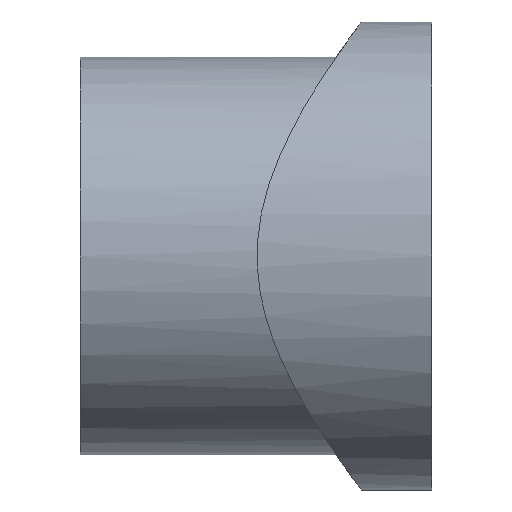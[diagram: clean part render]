
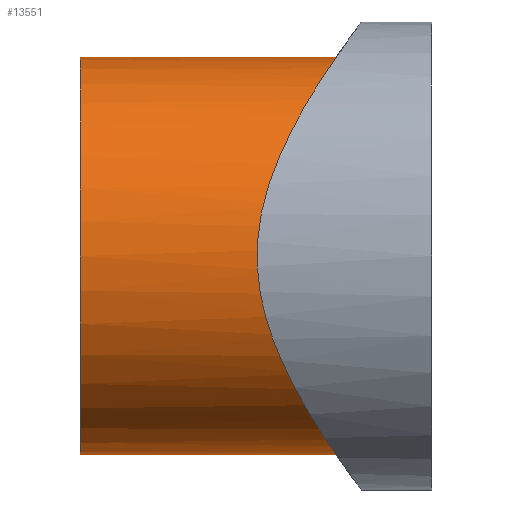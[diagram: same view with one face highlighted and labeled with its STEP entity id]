
A CAD part, left-side view. The second image highlights one B-rep face of the part: STEP entity #13551.
In plain terms, the highlighted cylindrical face has radius 8.5 mm (diameter 17 mm), a partial arc.
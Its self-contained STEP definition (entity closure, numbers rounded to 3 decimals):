
#7 = CARTESIAN_POINT ( 'NONE',  ( -8.5, 6.026, -0.28 ) ) ;
#55 = CARTESIAN_POINT ( 'NONE',  ( -7.613, 5.359, 3.821 ) ) ;
#102 = CARTESIAN_POINT ( 'NONE',  ( -6.901, 4.904, 4.97 ) ) ;
#194 = VERTEX_POINT ( 'NONE', #11381 ) ;
#238 = AXIS2_PLACEMENT_3D ( 'NONE', #13591, #4788, #3608 ) ;
#285 = CARTESIAN_POINT ( 'NONE',  ( -2.275, 3.182, -8.21 ) ) ;
#289 = DIRECTION ( 'NONE',  ( 0., -1., 0. ) ) ;
#331 = CARTESIAN_POINT ( 'NONE',  ( -0.289, 3., -8.5 ) ) ;
#1068 = EDGE_LOOP ( 'NONE', ( #4193, #3301, #7289, #3028 ) ) ;
#1105 = CARTESIAN_POINT ( 'NONE',  ( -1.139, 3.036, 8.443 ) ) ;
#1131 = CYLINDRICAL_SURFACE ( 'NONE', #5804, 8.5 ) ;
#1152 = CARTESIAN_POINT ( 'NONE',  ( -8.486, 6.015, -0.564 ) ) ;
#1540 = DIRECTION ( 'NONE',  ( 0., -1., 0. ) ) ;
#1982 = LINE ( 'NONE', #8455, #9795 ) ;
#2105 = CARTESIAN_POINT ( 'NONE',  ( -3.058, 3.349, 7.936 ) ) ;
#2154 = CARTESIAN_POINT ( 'NONE',  ( -2.256, 3.188, 8.2 ) ) ;
#2196 = CARTESIAN_POINT ( 'NONE',  ( -5.224, 4.046, 6.728 ) ) ;
#2338 = CARTESIAN_POINT ( 'NONE',  ( -1.152, 3.046, -8.426 ) ) ;
#3028 = ORIENTED_EDGE ( 'NONE', *, *, #7281, .F. ) ;
#3227 = CARTESIAN_POINT ( 'NONE',  ( -8.386, 5.934, -1.417 ) ) ;
#3272 = CARTESIAN_POINT ( 'NONE',  ( -8.215, 5.8, -2.254 ) ) ;
#3301 = ORIENTED_EDGE ( 'NONE', *, *, #8734, .T. ) ;
#3358 = CARTESIAN_POINT ( 'NONE',  ( -8.046, 5.669, 2.796 ) ) ;
#3608 = DIRECTION ( 'NONE',  ( 0., 0., -1. ) ) ;
#4193 = ORIENTED_EDGE ( 'NONE', *, *, #12354, .F. ) ;
#4348 = CARTESIAN_POINT ( 'NONE',  ( -6.396, 4.616, -5.605 ) ) ;
#4395 = CARTESIAN_POINT ( 'NONE',  ( -5.641, 4.233, -6.381 ) ) ;
#4490 = CARTESIAN_POINT ( 'NONE',  ( -7.726, 5.44, -3.555 ) ) ;
#4535 = CARTESIAN_POINT ( 'NONE',  ( -6.74, 4.809, 5.186 ) ) ;
#4788 = DIRECTION ( 'NONE',  ( 0., -1., 0. ) ) ;
#5384 = VERTEX_POINT ( 'NONE', #13520 ) ;
#5514 = CARTESIAN_POINT ( 'NONE',  ( -5.226, 4.047, -6.726 ) ) ;
#5746 = CARTESIAN_POINT ( 'NONE',  ( 0., 15., 0. ) ) ;
#5804 = AXIS2_PLACEMENT_3D ( 'NONE', #5746, #289, #11363 ) ;
#6073 = CARTESIAN_POINT ( 'NONE',  ( 0., 15., -8.5 ) ) ;
#6340 = FACE_OUTER_BOUND ( 'NONE', #1068, .T. ) ;
#6597 = CARTESIAN_POINT ( 'NONE',  ( -4.308, 3.706, 7.333 ) ) ;
#6648 = CARTESIAN_POINT ( 'NONE',  ( -8.427, 5.967, 1.148 ) ) ;
#6696 = CARTESIAN_POINT ( 'NONE',  ( -5.64, 4.232, 6.382 ) ) ;
#6973 = VERTEX_POINT ( 'NONE', #9373 ) ;
#7281 = EDGE_CURVE ( 'NONE', #12417, #5384, #13207, .T. ) ;
#7289 = ORIENTED_EDGE ( 'NONE', *, *, #11826, .T. ) ;
#7335 = DIRECTION ( 'NONE',  ( 0., -1., 0. ) ) ;
#7758 = CARTESIAN_POINT ( 'NONE',  ( -7.606, 5.356, -3.805 ) ) ;
#7808 = CARTESIAN_POINT ( 'NONE',  ( -8.485, 6.014, 0.576 ) ) ;
#7850 = CARTESIAN_POINT ( 'NONE',  ( -6.902, 4.905, -4.968 ) ) ;
#8035 = CARTESIAN_POINT ( 'NONE',  ( 0., 3., -8.5 ) ) ;
#8455 = CARTESIAN_POINT ( 'NONE',  ( 0., 15., 8.5 ) ) ;
#8734 = EDGE_CURVE ( 'NONE', #194, #6973, #12394, .T. ) ;
#8782 = CARTESIAN_POINT ( 'NONE',  ( -7.352, 5.182, 4.299 ) ) ;
#8875 = CARTESIAN_POINT ( 'NONE',  ( -3.82, 3.551, 7.598 ) ) ;
#8922 = CARTESIAN_POINT ( 'NONE',  ( -8.429, 5.969, -1.132 ) ) ;
#8969 = CARTESIAN_POINT ( 'NONE',  ( -0.573, 3., 8.5 ) ) ;
#9008 = CARTESIAN_POINT ( 'NONE',  ( -4.322, 3.704, -7.339 ) ) ;
#9050 = CARTESIAN_POINT ( 'NONE',  ( -3.829, 3.546, -7.609 ) ) ;
#9093 = CARTESIAN_POINT ( 'NONE',  ( -0.579, 3.009, -8.485 ) ) ;
#9280 = LINE ( 'NONE', #6073, #11937 ) ;
#9373 = CARTESIAN_POINT ( 'NONE',  ( 0., 15., -8.5 ) ) ;
#9795 = VECTOR ( 'NONE', #7335, 1000. ) ;
#9867 = CARTESIAN_POINT ( 'NONE',  ( -8.213, 5.797, 2.263 ) ) ;
#9912 = CARTESIAN_POINT ( 'NONE',  ( -8.5, 6.026, 0.29 ) ) ;
#10009 = CARTESIAN_POINT ( 'NONE',  ( -6.214, 4.52, 5.806 ) ) ;
#10049 = CARTESIAN_POINT ( 'NONE',  ( -3.57, 3.48, 7.719 ) ) ;
#11032 = CARTESIAN_POINT ( 'NONE',  ( -6.213, 4.519, -5.807 ) ) ;
#11081 = CARTESIAN_POINT ( 'NONE',  ( -1.978, 3.143, 8.272 ) ) ;
#11127 = CARTESIAN_POINT ( 'NONE',  ( -6.397, 4.617, 5.603 ) ) ;
#11177 = CARTESIAN_POINT ( 'NONE',  ( -4.545, 3.789, 7.188 ) ) ;
#11363 = DIRECTION ( 'NONE',  ( 0., 0., -1. ) ) ;
#11381 = CARTESIAN_POINT ( 'NONE',  ( 0., 15., 8.5 ) ) ;
#11402 = CARTESIAN_POINT ( 'NONE',  ( -1.439, 3.074, -8.382 ) ) ;
#11826 = EDGE_CURVE ( 'NONE', #6973, #5384, #9280, .T. ) ;
#11937 = VECTOR ( 'NONE', #1540, 1000. ) ;
#12133 = CARTESIAN_POINT ( 'NONE',  ( -8.049, 5.671, -2.787 ) ) ;
#12225 = CARTESIAN_POINT ( 'NONE',  ( -7.205, 5.091, -4.519 ) ) ;
#12270 = CARTESIAN_POINT ( 'NONE',  ( -7.345, 5.182, -4.286 ) ) ;
#12354 = EDGE_CURVE ( 'NONE', #194, #12417, #1982, .T. ) ;
#12359 = CARTESIAN_POINT ( 'NONE',  ( -2.808, 3.286, -8.042 ) ) ;
#12394 = CIRCLE ( 'NONE', #238, 8.5 ) ;
#12417 = VERTEX_POINT ( 'NONE', #12779 ) ;
#12779 = CARTESIAN_POINT ( 'NONE',  ( 0., 3., 8.5 ) ) ;
#13207 = B_SPLINE_CURVE_WITH_KNOTS ( 'NONE', 3,
 ( #13338, #8969, #1105, #11081, #2154, #13208, #2105, #10049, #8875, #6597, #11177, #2196, #6696, #10009, #11127, #4535, #102, #8782, #55, #3358, #9867, #14322, #6648, #7808, #9912, #7, #1152, #8922, #3227, #3272, #12133, #4490, #7758, #12270, #12225, #7850, #13257, #4348, #11032, #4395, #5514, #9008, #9050, #12359, #285, #11402, #2338, #9093, #331, #8035 ),
 .UNSPECIFIED., .F., .F.,
 ( 4, 2, 2, 2, 2, 2, 2, 2, 2, 2, 2, 2, 2, 2, 2, 2, 2, 2, 2, 2, 2, 2, 2, 2, 4 ),
 ( 0.027, 0.029, 0.03, 0.031, 0.032, 0.032, 0.034, 0.035, 0.036, 0.038, 0.039, 0.04, 0.041, 0.042, 0.043, 0.044, 0.045, 0.046, 0.047, 0.048, 0.05, 0.051, 0.053, 0.054, 0.055 ),
 .UNSPECIFIED. ) ;
#13208 = CARTESIAN_POINT ( 'NONE',  ( -2.795, 3.291, 8.032 ) ) ;
#13257 = CARTESIAN_POINT ( 'NONE',  ( -6.741, 4.809, -5.185 ) ) ;
#13338 = CARTESIAN_POINT ( 'NONE',  ( 0., 3., 8.5 ) ) ;
#13520 = CARTESIAN_POINT ( 'NONE',  ( 0., 3., -8.5 ) ) ;
#13551 = ADVANCED_FACE ( 'NONE', ( #6340 ), #1131, .T. ) ;
#13591 = CARTESIAN_POINT ( 'NONE',  ( 0., 15., 0. ) ) ;
#14322 = CARTESIAN_POINT ( 'NONE',  ( -8.383, 5.932, 1.432 ) ) ;
